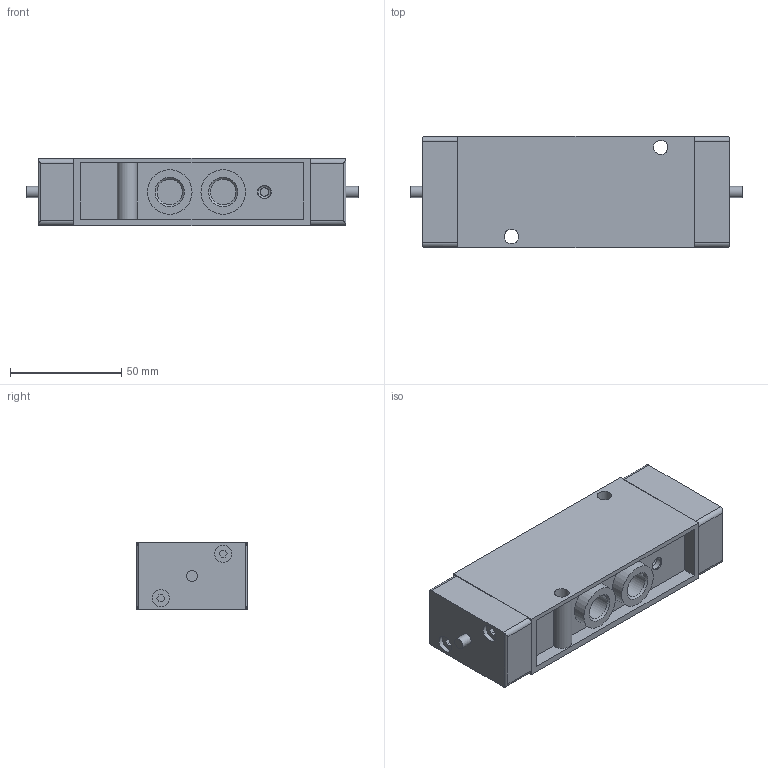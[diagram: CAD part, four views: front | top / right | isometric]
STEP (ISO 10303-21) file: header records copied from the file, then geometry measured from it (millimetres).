
FILE_DESCRIPTION(/* description */ ('STEP AP214'),/* implementation_level */ '2;1');
FILE_NAME(/* name */ '536039_JDH-5-1_4-EX',/* time_stamp */ '2024-08-29T14:22:26+02:00',/* author */ ('License CC BY-ND 4.0'),/* organization */ ('CADENAS'),/* preprocessor_version */ 'ST-DEVELOPER v19.3',/* originating_system */ 'PARTsolutions',/* authorisation */ ' ');
FILE_SCHEMA (('AUTOMOTIVE_DESIGN {1 0 10303 214 3 1 1}'));
Length unit declared in the file: millimetre
Products named in the file (1): 536039 JDH-5-1/4-EX
Bounding box: 149 x 50 x 30.4 mm (x, y, z)
Volume: 179812.8 mm3; surface area: 34073.8 mm2
Topology: 1 solids, 1 shells, 131 faces, 302 edges, 198 vertices
Faces by surface type: plane 80, cylinder 40, cone 9, torus 2
Full cylindrical faces by diameter (mm): 5 x2, 5.8 x2, 6.15 x2, 6.5 x2, 7.8 x4, 8.566 x2, 11.445 x5, 20 x3
Entity records: 3554 total; most frequent: CARTESIAN_POINT 635, DIRECTION 601, ORIENTED_EDGE 528, EDGE_CURVE 264, AXIS2_PLACEMENT_3D 214, VERTEX_POINT 193, EDGE_LOOP 193, FACE_BOUND 193
